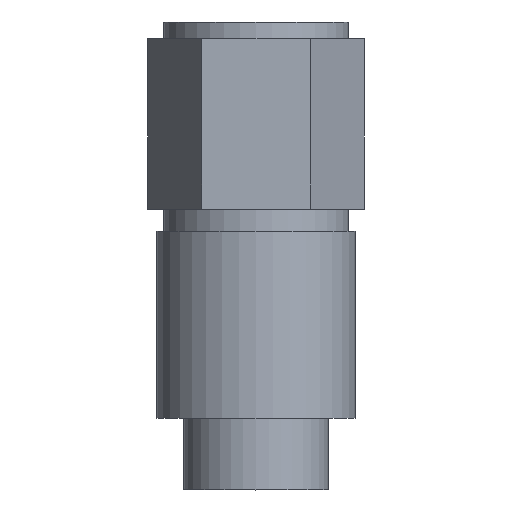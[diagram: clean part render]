
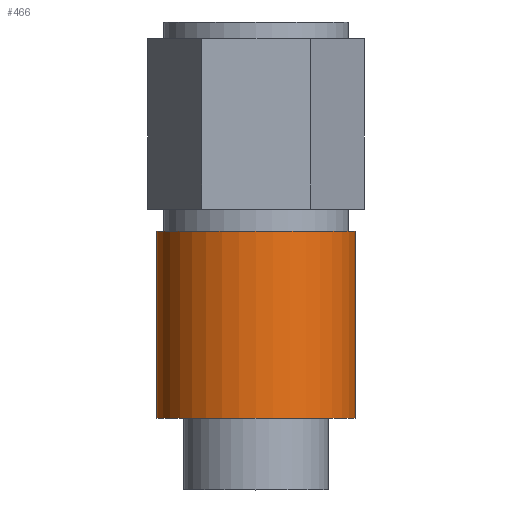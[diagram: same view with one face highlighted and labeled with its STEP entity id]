
A CAD part, top view. The second image highlights one B-rep face of the part: STEP entity #466.
In plain terms, the highlighted cylindrical face has radius 9 mm (diameter 18 mm), a full revolution.
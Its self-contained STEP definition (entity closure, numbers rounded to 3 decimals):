
#19=B_SPLINE_CURVE_WITH_KNOTS('',3,(#836,#837,#838,#839,#840,#841,#842,
#843,#844,#845,#846,#847,#848,#849,#850,#851,#852,#853,#854),
 .UNSPECIFIED.,.T.,.F.,(1,1,1,1,1,1,1,1,1,1,1,1,1,1,1,1,1,1,1,1,1,1,1),
(-0.007,-0.005,-0.002,0.,0.002,
0.005,0.007,0.01,0.012,
0.015,0.017,0.019,0.022,
0.024,0.027,0.029,0.031,
0.034,0.036,0.039,0.041,
0.044,0.046),.UNSPECIFIED.);
#168=ORIENTED_EDGE('',*,*,#219,.T.);
#169=ORIENTED_EDGE('',*,*,#221,.T.);
#170=ORIENTED_EDGE('',*,*,#225,.F.);
#219=EDGE_CURVE('',#260,#260,#288,.T.);
#221=EDGE_CURVE('',#262,#262,#290,.T.);
#225=EDGE_CURVE('',#266,#266,#19,.T.);
#260=VERTEX_POINT('',#801);
#262=VERTEX_POINT('',#806);
#266=VERTEX_POINT('',#855);
#288=CIRCLE('',#541,9.);
#290=CIRCLE('',#544,9.);
#345=EDGE_LOOP('',(#168));
#346=EDGE_LOOP('',(#169));
#347=EDGE_LOOP('',(#170));
#410=FACE_BOUND('',#345,.T.);
#411=FACE_BOUND('',#346,.T.);
#412=FACE_BOUND('',#347,.T.);
#433=CYLINDRICAL_SURFACE('',#551,9.);
#466=ADVANCED_FACE('',(#410,#411,#412),#433,.T.);
#541=AXIS2_PLACEMENT_3D('',#800,#666,#667);
#544=AXIS2_PLACEMENT_3D('',#805,#672,#673);
#551=AXIS2_PLACEMENT_3D('',#835,#686,#687);
#666=DIRECTION('',(0.,0.,-1.));
#667=DIRECTION('',(-1.,0.,0.));
#672=DIRECTION('',(0.,0.,1.));
#673=DIRECTION('',(-1.,0.,0.));
#686=DIRECTION('',(0.,0.,1.));
#687=DIRECTION('',(-1.,0.,0.));
#800=CARTESIAN_POINT('',(0.,0.,8.5));
#801=CARTESIAN_POINT('',(-9.,0.,8.5));
#805=CARTESIAN_POINT('',(0.,0.,-8.5));
#806=CARTESIAN_POINT('',(-9.,0.,-8.5));
#835=CARTESIAN_POINT('',(0.,0.,0.));
#836=CARTESIAN_POINT('',(-5.652,7.036,-2.439));
#837=CARTESIAN_POINT('',(-6.173,6.546,0.006));
#838=CARTESIAN_POINT('',(-5.658,7.031,2.416));
#839=CARTESIAN_POINT('',(-4.364,7.944,4.321));
#840=CARTESIAN_POINT('',(-2.449,8.761,5.648));
#841=CARTESIAN_POINT('',(-0.03,9.117,6.171));
#842=CARTESIAN_POINT('',(2.414,8.773,5.668));
#843=CARTESIAN_POINT('',(4.347,7.953,4.337));
#844=CARTESIAN_POINT('',(5.645,7.042,2.45));
#845=CARTESIAN_POINT('',(6.173,6.546,0.017));
#846=CARTESIAN_POINT('',(5.664,7.025,-2.405));
#847=CARTESIAN_POINT('',(4.371,7.94,-4.315));
#848=CARTESIAN_POINT('',(2.453,8.76,-5.647));
#849=CARTESIAN_POINT('',(0.03,9.117,-6.172));
#850=CARTESIAN_POINT('',(-2.418,8.772,-5.666));
#851=CARTESIAN_POINT('',(-4.354,7.95,-4.331));
#852=CARTESIAN_POINT('',(-5.652,7.036,-2.439));
#853=CARTESIAN_POINT('',(-6.173,6.546,0.006));
#854=CARTESIAN_POINT('',(-5.658,7.031,2.416));
#855=CARTESIAN_POINT('',(-6.,6.708,0.));
